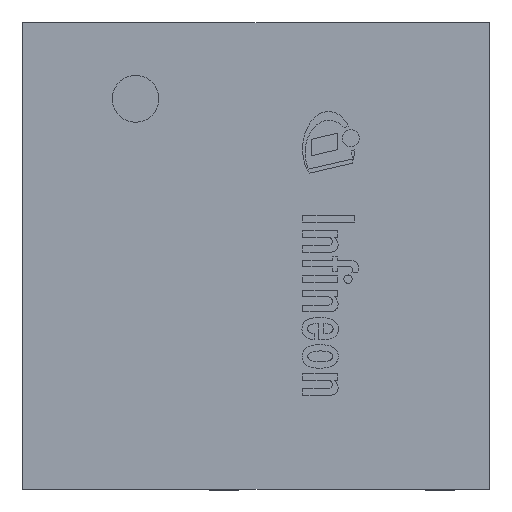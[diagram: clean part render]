
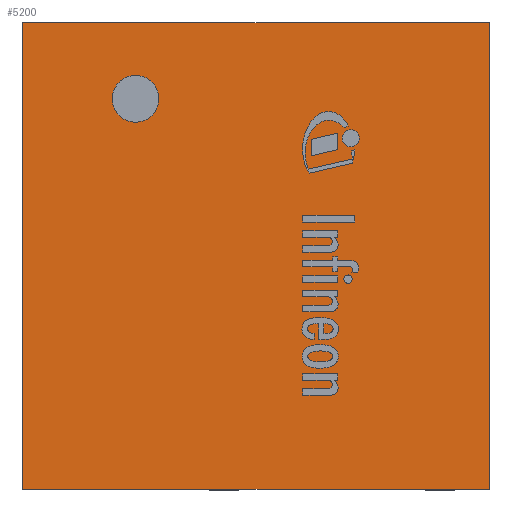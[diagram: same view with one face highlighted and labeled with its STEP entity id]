
A CAD part, top view. The second image highlights one B-rep face of the part: STEP entity #5200.
In plain terms, the highlighted planar face has unit normal (0, 0, 1).
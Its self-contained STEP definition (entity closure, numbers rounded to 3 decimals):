
#197=FACE_BOUND('',#723,.T.);
#412=FACE_OUTER_BOUND('',#722,.T.);
#722=EDGE_LOOP('',(#4427,#4428,#4429,#4430));
#723=EDGE_LOOP('',(#4431));
#1131=LINE('',#8594,#1634);
#1146=LINE('',#8624,#1649);
#1149=LINE('',#8629,#1652);
#1150=LINE('',#8631,#1653);
#1634=VECTOR('',#7066,1.);
#1649=VECTOR('',#7085,1.);
#1652=VECTOR('',#7090,1.);
#1653=VECTOR('',#7093,1.);
#2055=CIRCLE('',#5754,0.4);
#2425=VERTEX_POINT('',#8567);
#2435=VERTEX_POINT('',#8592);
#2436=VERTEX_POINT('',#8593);
#2449=VERTEX_POINT('',#8623);
#2450=VERTEX_POINT('',#8627);
#3102=EDGE_CURVE('',#2425,#2425,#2055,.T.);
#3113=EDGE_CURVE('',#2435,#2436,#1131,.T.);
#3128=EDGE_CURVE('',#2435,#2449,#1146,.T.);
#3131=EDGE_CURVE('',#2450,#2449,#1149,.T.);
#3132=EDGE_CURVE('',#2436,#2450,#1150,.T.);
#4427=ORIENTED_EDGE('',*,*,#3113,.T.);
#4428=ORIENTED_EDGE('',*,*,#3132,.T.);
#4429=ORIENTED_EDGE('',*,*,#3131,.T.);
#4430=ORIENTED_EDGE('',*,*,#3128,.F.);
#4431=ORIENTED_EDGE('',*,*,#3102,.T.);
#4901=PLANE('',#5764);
#5200=ADVANCED_FACE('',(#412,#197),#4901,.T.);
#5754=AXIS2_PLACEMENT_3D('',#8568,#7045,#7046);
#5764=AXIS2_PLACEMENT_3D('',#8632,#7094,#7095);
#7045=DIRECTION('center_axis',(0.,0.,-1.));
#7046=DIRECTION('ref_axis',(-1.,0.,0.));
#7066=DIRECTION('',(1.,0.,0.));
#7085=DIRECTION('',(0.,1.,0.));
#7090=DIRECTION('',(-1.,0.,0.));
#7093=DIRECTION('',(0.,1.,0.));
#7094=DIRECTION('center_axis',(0.,0.,1.));
#7095=DIRECTION('ref_axis',(0.,-1.,0.));
#8567=CARTESIAN_POINT('',(-1.659,2.685,1.));
#8568=CARTESIAN_POINT('Origin',(-2.059,2.685,1.));
#8592=CARTESIAN_POINT('',(-3.99,-3.99,1.));
#8593=CARTESIAN_POINT('',(3.99,-3.99,1.));
#8594=CARTESIAN_POINT('',(0.003,-3.99,1.));
#8623=CARTESIAN_POINT('',(-3.99,3.99,1.));
#8624=CARTESIAN_POINT('',(-3.99,-2.,1.));
#8627=CARTESIAN_POINT('',(3.99,3.99,1.));
#8629=CARTESIAN_POINT('',(0.003,3.99,1.));
#8631=CARTESIAN_POINT('',(3.99,0.,1.));
#8632=CARTESIAN_POINT('Origin',(0.005,0.,
1.));
